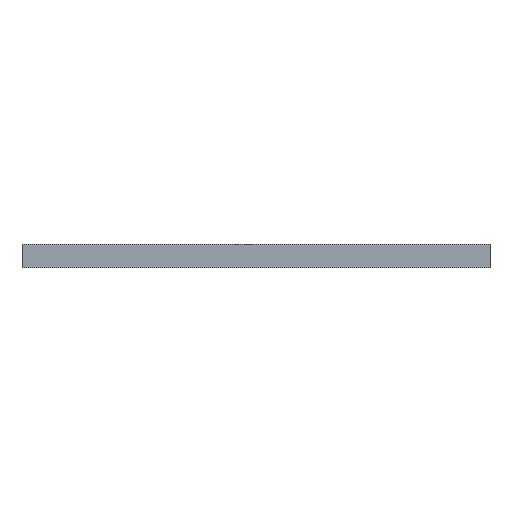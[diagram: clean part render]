
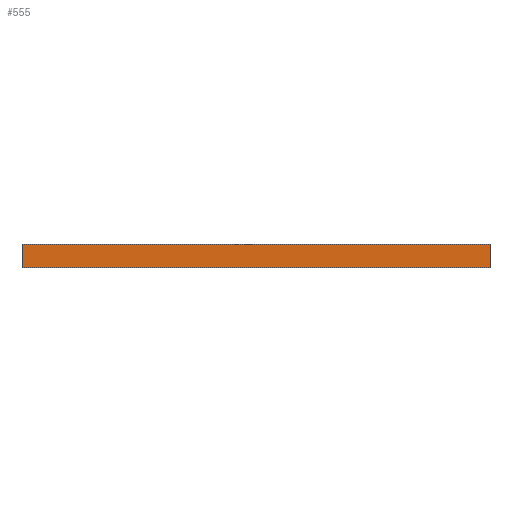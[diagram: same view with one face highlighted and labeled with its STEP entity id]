
A CAD part, front view. The second image highlights one B-rep face of the part: STEP entity #555.
In plain terms, the highlighted planar face has unit normal (0, -1, 0).
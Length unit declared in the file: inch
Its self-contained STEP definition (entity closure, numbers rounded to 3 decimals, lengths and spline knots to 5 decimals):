
#31 = EDGE_CURVE ( 'NONE', #530, #1969, #1177, .T. ) ;
#70 = CARTESIAN_POINT ( 'NONE',  ( -0.59055, -0.59055, 0. ) ) ;
#330 = EDGE_CURVE ( 'NONE', #1969, #2906, #985, .T. ) ;
#343 = EDGE_LOOP ( 'NONE', ( #575, #1213, #1308, #1440 ) ) ;
#444 = CARTESIAN_POINT ( 'NONE',  ( -0.59055, -0.59055, -0.03937 ) ) ;
#466 = LINE ( 'NONE', #967, #2874 ) ;
#530 = VERTEX_POINT ( 'NONE', #1607 ) ;
#555 = ADVANCED_FACE ( 'NONE', ( #1198 ), #2318, .T. ) ;
#557 = CARTESIAN_POINT ( 'NONE',  ( 0.59055, -0.59055, -0.03937 ) ) ;
#575 = ORIENTED_EDGE ( 'NONE', *, *, #3094, .F. ) ;
#736 = AXIS2_PLACEMENT_3D ( 'NONE', #1106, #1357, #869 ) ;
#864 = CARTESIAN_POINT ( 'NONE',  ( 0.59055, -0.59055, 0. ) ) ;
#869 = DIRECTION ( 'NONE',  ( 1., 0., 0. ) ) ;
#967 = CARTESIAN_POINT ( 'NONE',  ( -0.59055, -0.59055, 0.01969 ) ) ;
#985 = LINE ( 'NONE', #864, #2534 ) ;
#1027 = CARTESIAN_POINT ( 'NONE',  ( 0.59055, -0.59055, 0.01969 ) ) ;
#1077 = VERTEX_POINT ( 'NONE', #1364 ) ;
#1106 = CARTESIAN_POINT ( 'NONE',  ( -0.59055, -0.59055, 0. ) ) ;
#1177 = LINE ( 'NONE', #444, #2863 ) ;
#1198 = FACE_OUTER_BOUND ( 'NONE', #343, .T. ) ;
#1213 = ORIENTED_EDGE ( 'NONE', *, *, #31, .T. ) ;
#1225 = DIRECTION ( 'NONE',  ( 0., 0., 1. ) ) ;
#1308 = ORIENTED_EDGE ( 'NONE', *, *, #330, .T. ) ;
#1357 = DIRECTION ( 'NONE',  ( 0., -1., 0. ) ) ;
#1364 = CARTESIAN_POINT ( 'NONE',  ( -0.59055, -0.59055, 0.01969 ) ) ;
#1440 = ORIENTED_EDGE ( 'NONE', *, *, #1788, .F. ) ;
#1475 = DIRECTION ( 'NONE',  ( 1., 0., 0. ) ) ;
#1607 = CARTESIAN_POINT ( 'NONE',  ( -0.59055, -0.59055, -0.03937 ) ) ;
#1637 = LINE ( 'NONE', #70, #2827 ) ;
#1788 = EDGE_CURVE ( 'NONE', #1077, #2906, #466, .T. ) ;
#1842 = DIRECTION ( 'NONE',  ( 0., 0., 1. ) ) ;
#1934 = DIRECTION ( 'NONE',  ( 1., 0., 0. ) ) ;
#1969 = VERTEX_POINT ( 'NONE', #557 ) ;
#2318 = PLANE ( 'NONE',  #736 ) ;
#2534 = VECTOR ( 'NONE', #1842, 39.37008 ) ;
#2827 = VECTOR ( 'NONE', #1225, 39.37008 ) ;
#2863 = VECTOR ( 'NONE', #1934, 39.37008 ) ;
#2874 = VECTOR ( 'NONE', #1475, 39.37008 ) ;
#2906 = VERTEX_POINT ( 'NONE', #1027 ) ;
#3094 = EDGE_CURVE ( 'NONE', #530, #1077, #1637, .T. ) ;
